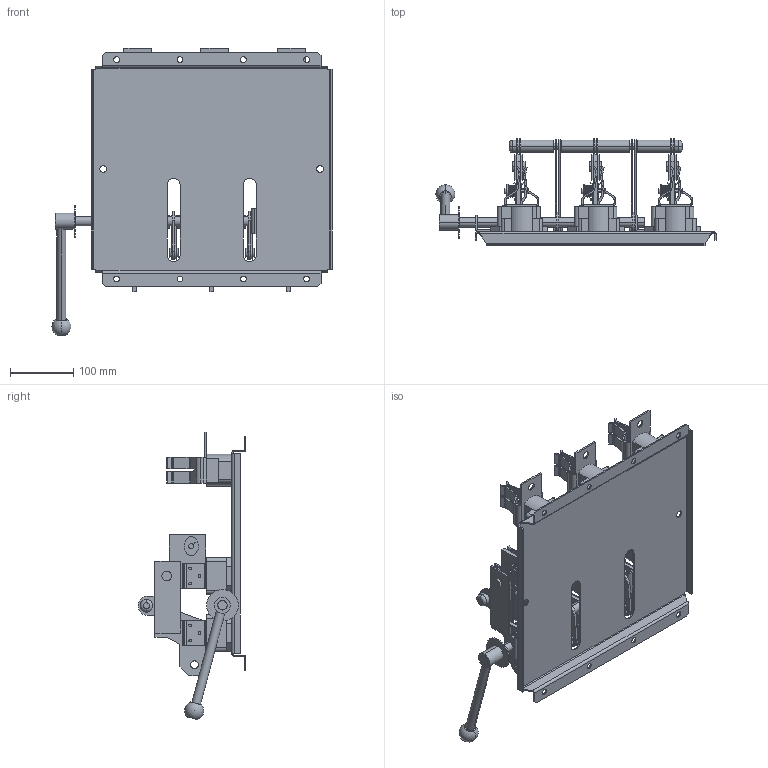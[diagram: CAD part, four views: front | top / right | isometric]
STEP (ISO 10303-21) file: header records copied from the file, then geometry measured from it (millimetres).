
FILE_DESCRIPTION (( 'STEP AP203' ), '1' );
FILE_NAME ('Ðàçúåäèíèòåëü ÐÏÁ-6 630À ëåâûé ïðèâîä, áåç ÏÏÍ (rpb-630l).STEP', '2018-09-04T06:56:10', ( '' ), ( '' ), 'SwSTEP 2.0', 'SolidWorks 2017', '' );
FILE_SCHEMA (( 'CONFIG_CONTROL_DESIGN' ));
Length unit declared in the file: millimetre
Products named in the file (1): Ðàçúåäèíèòåëü ÐÏÁ-6 630À ëåâûé ïðèâîä, áåç ÏÏÍ (rpb-630l)
Bounding box: 442 x 170 x 453.15 mm (x, y, z)
Volume: 2175797.3 mm3; surface area: 774730.8 mm2
Topology: 82 solids, 82 shells, 1396 faces, 3272 edges, 2077 vertices
Faces by surface type: plane 884, cylinder 494, bspline 12, torus 4, sphere 2
Entity records: 44064 total; most frequent: CARTESIAN_POINT 11197, DIRECTION 7027, ORIENTED_EDGE 6534, EDGE_CURVE 3267, AXIS2_PLACEMENT_3D 2400, LINE 2227, VECTOR 2227, VERTEX_POINT 2074
